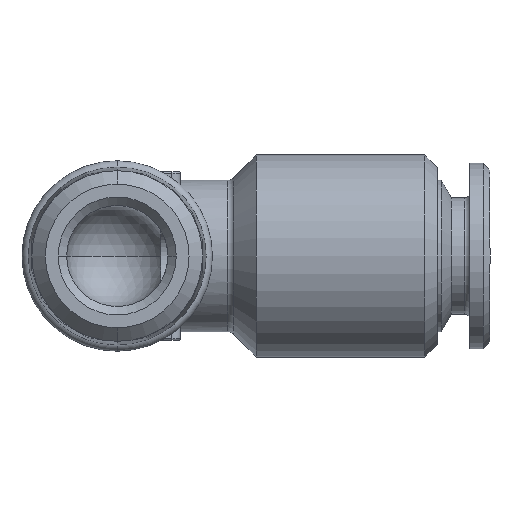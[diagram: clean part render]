
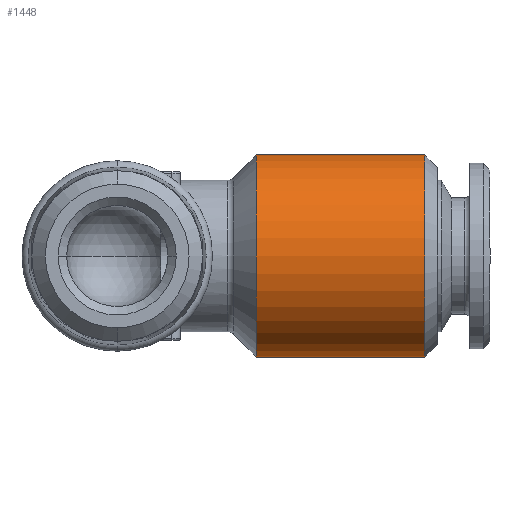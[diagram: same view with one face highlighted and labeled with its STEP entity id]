
A CAD part, front view. The second image highlights one B-rep face of the part: STEP entity #1448.
In plain terms, the highlighted cylindrical face has radius 6 mm (diameter 12 mm), a partial arc.
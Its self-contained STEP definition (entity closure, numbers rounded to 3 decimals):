
#572 = CIRCLE ( 'NONE', #594, 6. ) ;
#584 = DIRECTION ( 'NONE',  ( -1., 0., 0. ) ) ;
#589 = CARTESIAN_POINT ( 'NONE',  ( 18.25, 0., 0. ) ) ;
#593 = DIRECTION ( 'NONE',  ( 0., 0., 1. ) ) ;
#594 = AXIS2_PLACEMENT_3D ( 'NONE', #589, #584, #593 ) ;
#1044 = VERTEX_POINT ( 'NONE', #2475 ) ;
#1047 = EDGE_CURVE ( 'NONE', #1132, #1097, #2477, .T. ) ;
#1097 = VERTEX_POINT ( 'NONE', #2636 ) ;
#1129 = EDGE_CURVE ( 'NONE', #1187, #1044, #2470, .T. ) ;
#1132 = VERTEX_POINT ( 'NONE', #2660 ) ;
#1138 = EDGE_CURVE ( 'NONE', #1097, #1044, #2659, .T. ) ;
#1187 = VERTEX_POINT ( 'NONE', #3014 ) ;
#1431 = ORIENTED_EDGE ( 'NONE', *, *, #1138, .T. ) ;
#1448 = ADVANCED_FACE ( 'NONE', ( #3825 ), #3846, .T. ) ;
#1449 = ORIENTED_EDGE ( 'NONE', *, *, #1129, .F. ) ;
#1486 = EDGE_LOOP ( 'NONE', ( #1449, #1709, #1494, #1431 ) ) ;
#1494 = ORIENTED_EDGE ( 'NONE', *, *, #1047, .T. ) ;
#1709 = ORIENTED_EDGE ( 'NONE', *, *, #1729, .T. ) ;
#1729 = EDGE_CURVE ( 'NONE', #1187, #1132, #572, .T. ) ;
#2468 = VECTOR ( 'NONE', #2484, 1000. ) ;
#2469 = CARTESIAN_POINT ( 'NONE',  ( -5.767, 0., -6. ) ) ;
#2470 = LINE ( 'NONE', #2469, #2468 ) ;
#2475 = CARTESIAN_POINT ( 'NONE',  ( 8.25, 0., -6. ) ) ;
#2476 = CARTESIAN_POINT ( 'NONE',  ( -5.767, 0., 6. ) ) ;
#2477 = LINE ( 'NONE', #2476, #2479 ) ;
#2479 = VECTOR ( 'NONE', #2495, 1000. ) ;
#2484 = DIRECTION ( 'NONE',  ( -1., 0., 0. ) ) ;
#2495 = DIRECTION ( 'NONE',  ( -1., 0., 0. ) ) ;
#2636 = CARTESIAN_POINT ( 'NONE',  ( 8.25, 0., 6. ) ) ;
#2649 = DIRECTION ( 'NONE',  ( 0., 0., -1. ) ) ;
#2659 = CIRCLE ( 'NONE', #2666, 6. ) ;
#2660 = CARTESIAN_POINT ( 'NONE',  ( 18.25, 0., 6. ) ) ;
#2661 = CARTESIAN_POINT ( 'NONE',  ( 8.25, 0., 0. ) ) ;
#2665 = DIRECTION ( 'NONE',  ( 1., 0., 0. ) ) ;
#2666 = AXIS2_PLACEMENT_3D ( 'NONE', #2661, #2665, #2649 ) ;
#3014 = CARTESIAN_POINT ( 'NONE',  ( 18.25, 0., -6. ) ) ;
#3825 = FACE_OUTER_BOUND ( 'NONE', #1486, .T. ) ;
#3831 = DIRECTION ( 'NONE',  ( 0., 0., 1. ) ) ;
#3832 = DIRECTION ( 'NONE',  ( -1., 0., 0. ) ) ;
#3833 = CARTESIAN_POINT ( 'NONE',  ( -5.767, 0., 0. ) ) ;
#3834 = AXIS2_PLACEMENT_3D ( 'NONE', #3833, #3832, #3831 ) ;
#3846 = CYLINDRICAL_SURFACE ( 'NONE', #3834, 6. ) ;
